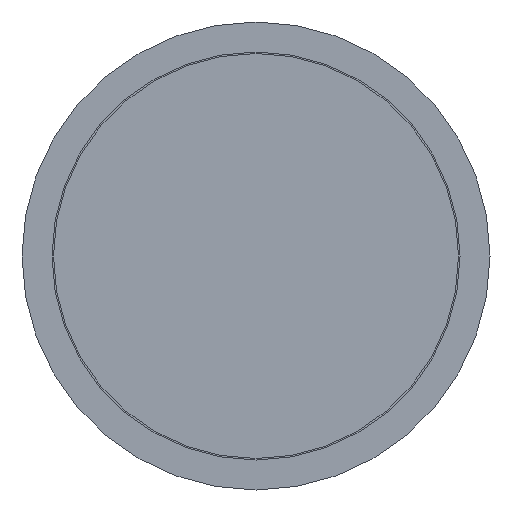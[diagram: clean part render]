
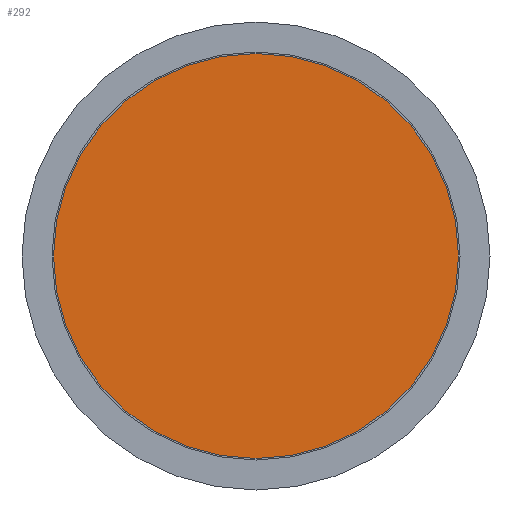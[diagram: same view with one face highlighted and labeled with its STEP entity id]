
A CAD part, front view. The second image highlights one B-rep face of the part: STEP entity #292.
In plain terms, the highlighted planar face has unit normal (0, -1, 0).
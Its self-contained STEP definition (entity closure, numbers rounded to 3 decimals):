
#70 = DIRECTION ( 'NONE',  ( 0., -1., 0. ) ) ;
#100 = AXIS2_PLACEMENT_3D ( 'NONE', #348, #233, #394 ) ;
#172 = CARTESIAN_POINT ( 'NONE',  ( 0., 0., -33.75 ) ) ;
#189 = PLANE ( 'NONE',  #100 ) ;
#198 = ORIENTED_EDGE ( 'NONE', *, *, #434, .T. ) ;
#233 = DIRECTION ( 'NONE',  ( 0., 1., 0. ) ) ;
#271 = EDGE_LOOP ( 'NONE', ( #198 ) ) ;
#292 = ADVANCED_FACE ( 'NONE', ( #307 ), #189, .F. ) ;
#307 = FACE_OUTER_BOUND ( 'NONE', #271, .T. ) ;
#348 = CARTESIAN_POINT ( 'NONE',  ( -33.75, 0., 0. ) ) ;
#371 = CIRCLE ( 'NONE', #462, 33.75 ) ;
#394 = DIRECTION ( 'NONE',  ( 0., 0., 1. ) ) ;
#403 = CARTESIAN_POINT ( 'NONE',  ( 0., 0., 0. ) ) ;
#407 = DIRECTION ( 'NONE',  ( 0., 0., -1. ) ) ;
#434 = EDGE_CURVE ( 'NONE', #468, #468, #371, .T. ) ;
#462 = AXIS2_PLACEMENT_3D ( 'NONE', #403, #70, #407 ) ;
#468 = VERTEX_POINT ( 'NONE', #172 ) ;
